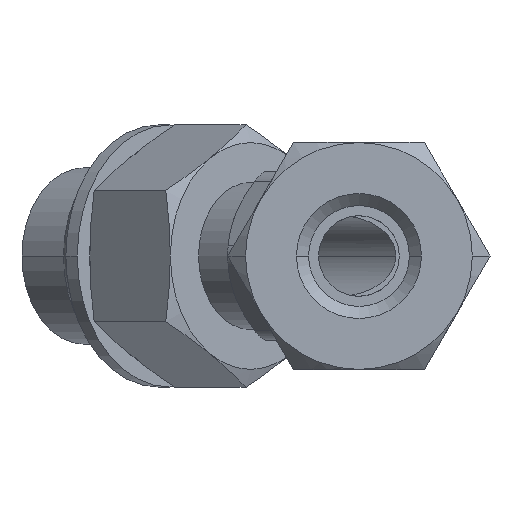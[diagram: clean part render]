
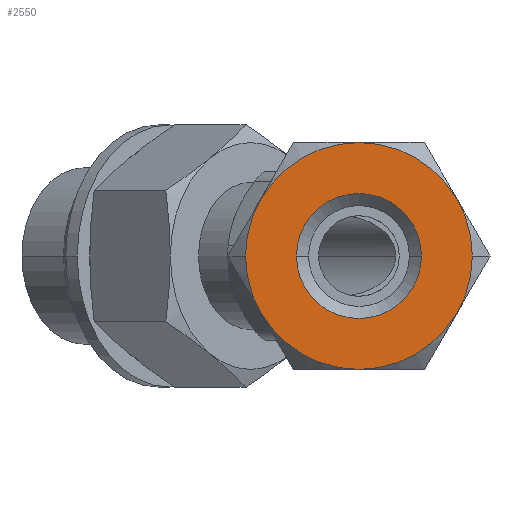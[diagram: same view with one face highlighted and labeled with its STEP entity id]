
A CAD part, front view. The second image highlights one B-rep face of the part: STEP entity #2550.
In plain terms, the highlighted planar face has unit normal (0, -1, 0).
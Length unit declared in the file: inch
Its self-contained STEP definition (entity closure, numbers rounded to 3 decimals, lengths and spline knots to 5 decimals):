
#116=CARTESIAN_POINT('',(0.,0.,0.));
#117=DIRECTION('',(0.,1.,0.));
#118=DIRECTION('',(1.,0.,0.));
#119=AXIS2_PLACEMENT_3D('',#116,#117,#118);
#125=CARTESIAN_POINT('',(0.,0.,0.));
#126=DIRECTION('',(0.,1.,0.));
#127=DIRECTION('',(-1.,0.,0.));
#128=AXIS2_PLACEMENT_3D('',#125,#126,#127);
#1780=CARTESIAN_POINT('',(0.,0.,0.));
#1781=DIRECTION('',(0.,1.,0.));
#1782=DIRECTION('',(-1.,0.,0.));
#1783=AXIS2_PLACEMENT_3D('',#1780,#1781,#1782);
#1810=CARTESIAN_POINT('',(0.,0.,0.));
#1811=DIRECTION('',(0.,1.,0.));
#1812=DIRECTION('',(1.,0.,0.));
#1813=AXIS2_PLACEMENT_3D('',#1810,#1811,#1812);
#2314=CARTESIAN_POINT('',(0.28125,0.,0.));
#2315=CARTESIAN_POINT('',(-0.28125,0.,0.));
#2316=VERTEX_POINT('',#2314);
#2317=VERTEX_POINT('',#2315);
#2525=CARTESIAN_POINT('',(0.155,0.,0.));
#2526=CARTESIAN_POINT('',(-0.155,0.,0.));
#2527=VERTEX_POINT('',#2525);
#2528=VERTEX_POINT('',#2526);
#2533=CARTESIAN_POINT('',(0.,0.,0.));
#2534=DIRECTION('',(0.,1.,0.));
#2535=DIRECTION('',(1.,0.,0.));
#2536=AXIS2_PLACEMENT_3D('',#2533,#2534,#2535);
#2537=PLANE('',#2536);
#2539=ORIENTED_EDGE('',*,*,#2538,.T.);
#2541=ORIENTED_EDGE('',*,*,#2540,.T.);
#2542=EDGE_LOOP('',(#2539,#2541));
#2543=FACE_OUTER_BOUND('',#2542,.F.);
#2545=ORIENTED_EDGE('',*,*,#2544,.F.);
#2547=ORIENTED_EDGE('',*,*,#2546,.F.);
#2548=EDGE_LOOP('',(#2545,#2547));
#2549=FACE_BOUND('',#2548,.F.);
#2550=ADVANCED_FACE('',(#2543,#2549),#2537,.F.);
#120=CIRCLE('',#119,0.28125);
#129=CIRCLE('',#128,0.28125);
#1784=CIRCLE('',#1783,0.155);
#1814=CIRCLE('',#1813,0.155);
#2538=EDGE_CURVE('',#2316,#2317,#120,.T.);
#2540=EDGE_CURVE('',#2317,#2316,#129,.T.);
#2544=EDGE_CURVE('',#2528,#2527,#1784,.T.);
#2546=EDGE_CURVE('',#2527,#2528,#1814,.T.);
